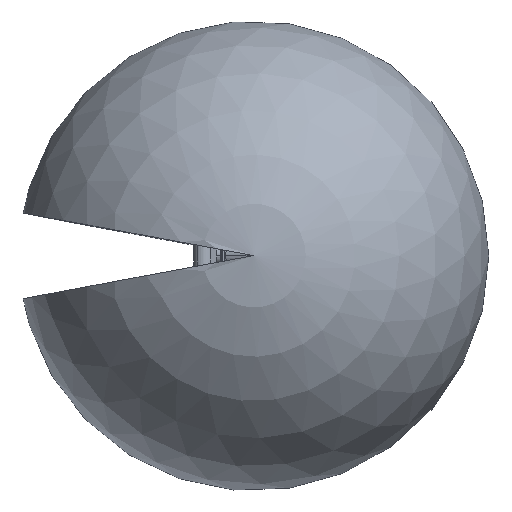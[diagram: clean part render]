
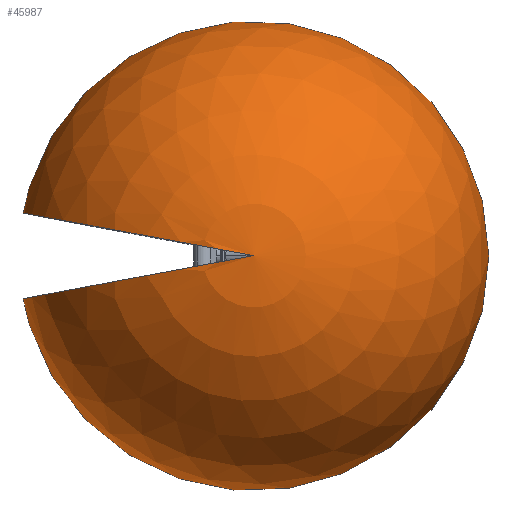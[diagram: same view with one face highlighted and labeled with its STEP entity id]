
A CAD part, top view. The second image highlights one B-rep face of the part: STEP entity #45987.
In plain terms, the highlighted spherical face has radius 477.7 mm.
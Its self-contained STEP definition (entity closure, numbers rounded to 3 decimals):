
#45884=CARTESIAN_POINT('',(0.,0.,0.));
#45885=DIRECTION('',(-0.182,0.,-0.983));
#45886=DIRECTION('',(0.,1.,0.));
#45887=AXIS2_PLACEMENT_3D('',#45884,#45885,#45886);
#45907=CARTESIAN_POINT('',(0.,0.,0.));
#45908=DIRECTION('',(0.182,0.,-0.983));
#45909=DIRECTION('',(0.,1.,0.));
#45910=AXIS2_PLACEMENT_3D('',#45907,#45908,#45909);
#45936=CARTESIAN_POINT('',(0.,-99.319,0.));
#45937=DIRECTION('',(0.,1.,0.));
#45938=DIRECTION('',(0.983,0.,-0.182));
#45939=AXIS2_PLACEMENT_3D('',#45936,#45937,#45938);
#45941=CARTESIAN_POINT('',(0.,477.7,0.));
#45942=CARTESIAN_POINT('',(459.437,-99.319,
-85.152));
#45943=VERTEX_POINT('',#45941);
#45944=VERTEX_POINT('',#45942);
#45951=CARTESIAN_POINT('',(459.437,-99.319,
85.152));
#45952=VERTEX_POINT('',#45951);
#45975=CARTESIAN_POINT('',(0.,0.,0.));
#45976=DIRECTION('',(0.,-1.,0.));
#45977=DIRECTION('',(0.983,0.,-0.182));
#45978=AXIS2_PLACEMENT_3D('',#45975,#45976,#45977);
#45979=SPHERICAL_SURFACE('',#45978,477.7);
#45980=ORIENTED_EDGE('',*,*,#45962,.F.);
#45982=ORIENTED_EDGE('',*,*,#45981,.T.);
#45984=ORIENTED_EDGE('',*,*,#45983,.F.);
#45985=EDGE_LOOP('',(#45980,#45982,#45984));
#45986=FACE_OUTER_BOUND('',#45985,.F.);
#45987=ADVANCED_FACE('',(#45986),#45979,.T.);
#45888=CIRCLE('',#45887,477.7);
#45911=CIRCLE('',#45910,477.7);
#45940=CIRCLE('',#45939,467.261);
#45962=EDGE_CURVE('',#45943,#45944,#45888,.T.);
#45981=EDGE_CURVE('',#45943,#45952,#45911,.T.);
#45983=EDGE_CURVE('',#45944,#45952,#45940,.T.);
